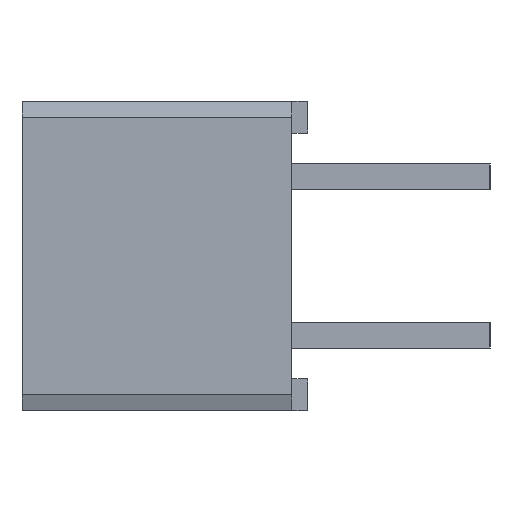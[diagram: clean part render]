
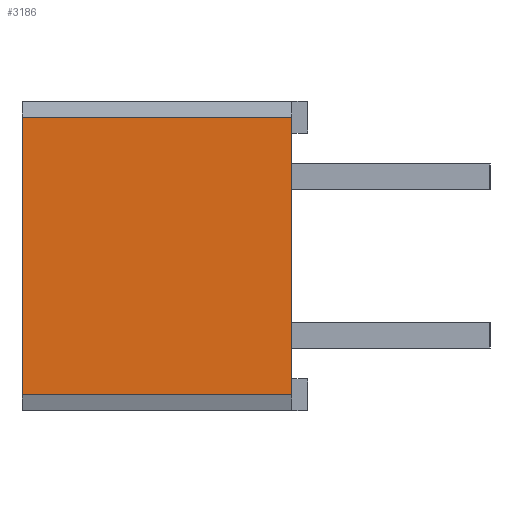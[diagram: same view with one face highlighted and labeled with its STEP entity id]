
A CAD part, left-side view. The second image highlights one B-rep face of the part: STEP entity #3186.
In plain terms, the highlighted planar face has unit normal (-1, 0, 0).
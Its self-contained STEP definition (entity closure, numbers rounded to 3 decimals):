
#167 = CARTESIAN_POINT ( 'NONE',  ( -7.62, 4.572, 2.223 ) ) ;
#215 = DIRECTION ( 'NONE',  ( 0., -1., 0. ) ) ;
#326 = FACE_OUTER_BOUND ( 'NONE', #2532, .T. ) ;
#375 = LINE ( 'NONE', #5083, #10215 ) ;
#541 = LINE ( 'NONE', #3733, #7077 ) ;
#807 = EDGE_CURVE ( 'NONE', #10150, #969, #541, .T. ) ;
#947 = PLANE ( 'NONE',  #6242 ) ;
#969 = VERTEX_POINT ( 'NONE', #2680 ) ;
#1105 = DIRECTION ( 'NONE',  ( 0., 0., 1. ) ) ;
#1205 = ORIENTED_EDGE ( 'NONE', *, *, #807, .F. ) ;
#1234 = CARTESIAN_POINT ( 'NONE',  ( -7.62, 0.254, -2.477 ) ) ;
#2532 = EDGE_LOOP ( 'NONE', ( #8541, #6136, #6855, #1205 ) ) ;
#2680 = CARTESIAN_POINT ( 'NONE',  ( -7.62, 4.572, -2.222 ) ) ;
#3079 = EDGE_CURVE ( 'NONE', #9331, #10150, #10087, .T. ) ;
#3186 = ADVANCED_FACE ( 'NONE', ( #326 ), #947, .F. ) ;
#3406 = CARTESIAN_POINT ( 'NONE',  ( -7.62, 0.254, -2.222 ) ) ;
#3733 = CARTESIAN_POINT ( 'NONE',  ( -7.62, 4.572, -2.222 ) ) ;
#3947 = CARTESIAN_POINT ( 'NONE',  ( -7.62, 4.572, 2.222 ) ) ;
#4601 = VECTOR ( 'NONE', #215, 1000. ) ;
#5083 = CARTESIAN_POINT ( 'NONE',  ( -7.62, 4.572, 0. ) ) ;
#5713 = VECTOR ( 'NONE', #9101, 1000. ) ;
#5768 = DIRECTION ( 'NONE',  ( 1., 0., 0. ) ) ;
#5870 = CARTESIAN_POINT ( 'NONE',  ( -7.62, 4.572, -2.477 ) ) ;
#5982 = EDGE_CURVE ( 'NONE', #969, #10250, #375, .T. ) ;
#6136 = ORIENTED_EDGE ( 'NONE', *, *, #7014, .F. ) ;
#6242 = AXIS2_PLACEMENT_3D ( 'NONE', #5870, #5768, #8924 ) ;
#6855 = ORIENTED_EDGE ( 'NONE', *, *, #5982, .F. ) ;
#6969 = DIRECTION ( 'NONE',  ( 0., 1., 0. ) ) ;
#7014 = EDGE_CURVE ( 'NONE', #10250, #9331, #9415, .T. ) ;
#7077 = VECTOR ( 'NONE', #6969, 1000. ) ;
#7232 = CARTESIAN_POINT ( 'NONE',  ( -7.62, 0.254, 2.222 ) ) ;
#8541 = ORIENTED_EDGE ( 'NONE', *, *, #3079, .F. ) ;
#8924 = DIRECTION ( 'NONE',  ( 0., 0., -1. ) ) ;
#9101 = DIRECTION ( 'NONE',  ( 0., 0., -1. ) ) ;
#9331 = VERTEX_POINT ( 'NONE', #7232 ) ;
#9415 = LINE ( 'NONE', #167, #4601 ) ;
#10087 = LINE ( 'NONE', #1234, #5713 ) ;
#10150 = VERTEX_POINT ( 'NONE', #3406 ) ;
#10215 = VECTOR ( 'NONE', #1105, 1000. ) ;
#10250 = VERTEX_POINT ( 'NONE', #3947 ) ;
